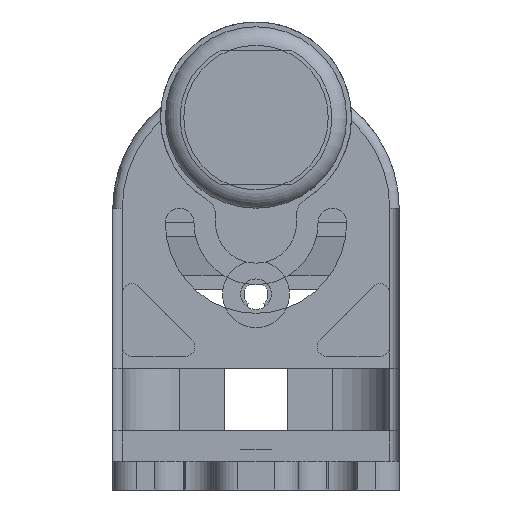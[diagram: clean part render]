
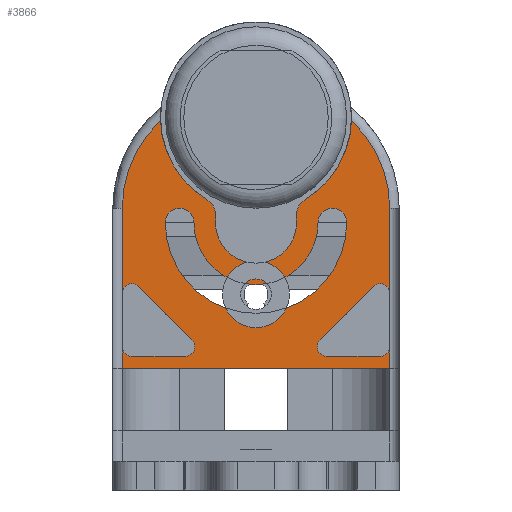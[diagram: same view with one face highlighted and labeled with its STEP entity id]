
A CAD part, front view. The second image highlights one B-rep face of the part: STEP entity #3866.
In plain terms, the highlighted planar face has unit normal (0, -1, 0).
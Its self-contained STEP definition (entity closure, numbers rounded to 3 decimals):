
#35=PLANE('',#4074);
#120=FACE_BOUND('',#1115,.T.);
#179=LINE('',#5780,#586);
#183=LINE('',#5792,#590);
#184=LINE('',#5796,#591);
#185=LINE('',#5800,#592);
#186=LINE('',#5803,#593);
#187=LINE('',#5805,#594);
#188=LINE('',#5809,#595);
#189=LINE('',#5813,#596);
#190=LINE('',#5816,#597);
#586=VECTOR('',#4551,28.);
#590=VECTOR('',#4561,8.91);
#591=VECTOR('',#4564,7.905);
#592=VECTOR('',#4567,5.59);
#593=VECTOR('',#4570,2.3);
#594=VECTOR('',#4571,2.3);
#595=VECTOR('',#4574,5.59);
#596=VECTOR('',#4577,7.905);
#597=VECTOR('',#4580,8.91);
#960=FACE_OUTER_BOUND('',#1114,.T.);
#1114=EDGE_LOOP('',(#2757,#2758,#2759,#2760,#2761,#2762,#2763,#2764,#2765,
#2766,#2767,#2768,#2769,#2770,#2771,#2772,#2773,#2774,#2775,#2776,#2777,
#2778));
#1115=EDGE_LOOP('',(#2779,#2780,#2781,#2782));
#1269=CIRCLE('',#4038,2.);
#1272=CIRCLE('',#4042,4.25);
#1273=CIRCLE('',#4044,2.);
#1275=CIRCLE('',#4047,10.);
#1277=CIRCLE('',#4049,10.);
#1288=CIRCLE('',#4067,12.5);
#1293=CIRCLE('',#4075,12.5);
#1294=CIRCLE('',#4076,1.);
#1295=CIRCLE('',#4077,1.);
#1296=CIRCLE('',#4078,1.);
#1297=CIRCLE('',#4079,1.);
#1298=CIRCLE('',#4080,1.);
#1299=CIRCLE('',#4081,1.);
#1300=CIRCLE('',#4082,1.5);
#1301=CIRCLE('',#4083,6.5);
#1302=CIRCLE('',#4084,1.5);
#1303=CIRCLE('',#4085,9.5);
#1508=VERTEX_POINT('',#5622);
#1509=VERTEX_POINT('',#5623);
#1513=VERTEX_POINT('',#5633);
#1514=VERTEX_POINT('',#5637);
#1516=VERTEX_POINT('',#5643);
#1521=VERTEX_POINT('',#5664);
#1549=VERTEX_POINT('',#5744);
#1562=VERTEX_POINT('',#5777);
#1563=VERTEX_POINT('',#5779);
#1567=VERTEX_POINT('',#5789);
#1568=VERTEX_POINT('',#5791);
#1569=VERTEX_POINT('',#5793);
#1570=VERTEX_POINT('',#5795);
#1571=VERTEX_POINT('',#5797);
#1572=VERTEX_POINT('',#5799);
#1573=VERTEX_POINT('',#5801);
#1574=VERTEX_POINT('',#5804);
#1575=VERTEX_POINT('',#5806);
#1576=VERTEX_POINT('',#5808);
#1577=VERTEX_POINT('',#5810);
#1578=VERTEX_POINT('',#5812);
#1579=VERTEX_POINT('',#5814);
#1580=VERTEX_POINT('',#5817);
#1581=VERTEX_POINT('',#5818);
#1582=VERTEX_POINT('',#5820);
#1583=VERTEX_POINT('',#5822);
#2009=EDGE_CURVE('',#1508,#1509,#1269,.T.);
#2015=EDGE_CURVE('',#1509,#1513,#1272,.T.);
#2016=EDGE_CURVE('',#1513,#1514,#1273,.T.);
#2019=EDGE_CURVE('',#1516,#1508,#1275,.T.);
#2025=EDGE_CURVE('',#1514,#1521,#1277,.T.);
#2058=EDGE_CURVE('',#1516,#1549,#1288,.T.);
#2077=EDGE_CURVE('',#1563,#1562,#179,.T.);
#2082=EDGE_CURVE('',#1567,#1521,#1293,.T.);
#2083=EDGE_CURVE('',#1568,#1567,#183,.T.);
#2084=EDGE_CURVE('',#1568,#1569,#1294,.T.);
#2085=EDGE_CURVE('',#1569,#1570,#184,.T.);
#2086=EDGE_CURVE('',#1570,#1571,#1295,.T.);
#2087=EDGE_CURVE('',#1571,#1572,#185,.T.);
#2088=EDGE_CURVE('',#1572,#1573,#1296,.T.);
#2089=EDGE_CURVE('',#1563,#1573,#186,.T.);
#2090=EDGE_CURVE('',#1574,#1562,#187,.T.);
#2091=EDGE_CURVE('',#1574,#1575,#1297,.T.);
#2092=EDGE_CURVE('',#1575,#1576,#188,.T.);
#2093=EDGE_CURVE('',#1576,#1577,#1298,.T.);
#2094=EDGE_CURVE('',#1577,#1578,#189,.T.);
#2095=EDGE_CURVE('',#1578,#1579,#1299,.T.);
#2096=EDGE_CURVE('',#1549,#1579,#190,.T.);
#2097=EDGE_CURVE('',#1580,#1581,#1300,.T.);
#2098=EDGE_CURVE('',#1581,#1582,#1301,.T.);
#2099=EDGE_CURVE('',#1582,#1583,#1302,.T.);
#2100=EDGE_CURVE('',#1583,#1580,#1303,.T.);
#2757=ORIENTED_EDGE('',*,*,#2009,.T.);
#2758=ORIENTED_EDGE('',*,*,#2015,.T.);
#2759=ORIENTED_EDGE('',*,*,#2016,.T.);
#2760=ORIENTED_EDGE('',*,*,#2025,.T.);
#2761=ORIENTED_EDGE('',*,*,#2082,.F.);
#2762=ORIENTED_EDGE('',*,*,#2083,.F.);
#2763=ORIENTED_EDGE('',*,*,#2084,.T.);
#2764=ORIENTED_EDGE('',*,*,#2085,.T.);
#2765=ORIENTED_EDGE('',*,*,#2086,.T.);
#2766=ORIENTED_EDGE('',*,*,#2087,.T.);
#2767=ORIENTED_EDGE('',*,*,#2088,.T.);
#2768=ORIENTED_EDGE('',*,*,#2089,.F.);
#2769=ORIENTED_EDGE('',*,*,#2077,.T.);
#2770=ORIENTED_EDGE('',*,*,#2090,.F.);
#2771=ORIENTED_EDGE('',*,*,#2091,.T.);
#2772=ORIENTED_EDGE('',*,*,#2092,.T.);
#2773=ORIENTED_EDGE('',*,*,#2093,.T.);
#2774=ORIENTED_EDGE('',*,*,#2094,.T.);
#2775=ORIENTED_EDGE('',*,*,#2095,.T.);
#2776=ORIENTED_EDGE('',*,*,#2096,.F.);
#2777=ORIENTED_EDGE('',*,*,#2058,.F.);
#2778=ORIENTED_EDGE('',*,*,#2019,.T.);
#2779=ORIENTED_EDGE('',*,*,#2097,.T.);
#2780=ORIENTED_EDGE('',*,*,#2098,.T.);
#2781=ORIENTED_EDGE('',*,*,#2099,.T.);
#2782=ORIENTED_EDGE('',*,*,#2100,.T.);
#3866=ADVANCED_FACE('',(#960,#120),#35,.T.);
#4038=AXIS2_PLACEMENT_3D('',#5624,#4438,#4439);
#4042=AXIS2_PLACEMENT_3D('',#5635,#4449,#4450);
#4044=AXIS2_PLACEMENT_3D('',#5638,#4453,#4454);
#4047=AXIS2_PLACEMENT_3D('',#5644,#4460,#4461);
#4049=AXIS2_PLACEMENT_3D('',#5677,#4466,#4467);
#4067=AXIS2_PLACEMENT_3D('',#5745,#4524,#4525);
#4074=AXIS2_PLACEMENT_3D('',#5788,#4557,#4558);
#4075=AXIS2_PLACEMENT_3D('',#5790,#4559,#4560);
#4076=AXIS2_PLACEMENT_3D('',#5794,#4562,#4563);
#4077=AXIS2_PLACEMENT_3D('',#5798,#4565,#4566);
#4078=AXIS2_PLACEMENT_3D('',#5802,#4568,#4569);
#4079=AXIS2_PLACEMENT_3D('',#5807,#4572,#4573);
#4080=AXIS2_PLACEMENT_3D('',#5811,#4575,#4576);
#4081=AXIS2_PLACEMENT_3D('',#5815,#4578,#4579);
#4082=AXIS2_PLACEMENT_3D('',#5819,#4581,#4582);
#4083=AXIS2_PLACEMENT_3D('',#5821,#4583,#4584);
#4084=AXIS2_PLACEMENT_3D('',#5823,#4585,#4586);
#4085=AXIS2_PLACEMENT_3D('',#5824,#4587,#4588);
#4438=DIRECTION('center_axis',(0.,-1.,0.));
#4439=DIRECTION('ref_axis',(-0.898,0.,0.439));
#4449=DIRECTION('center_axis',(0.,1.,0.));
#4450=DIRECTION('ref_axis',(-0.744,0.,0.668));
#4453=DIRECTION('center_axis',(0.,-1.,0.));
#4454=DIRECTION('ref_axis',(0.898,0.,0.439));
#4460=DIRECTION('center_axis',(0.,1.,0.));
#4461=DIRECTION('ref_axis',(-1.,0.,0.));
#4466=DIRECTION('center_axis',(0.,1.,0.));
#4467=DIRECTION('ref_axis',(-1.,0.,0.));
#4524=DIRECTION('center_axis',(0.,1.,0.));
#4525=DIRECTION('ref_axis',(0.902,0.,0.433));
#4551=DIRECTION('',(1.,0.,0.));
#4557=DIRECTION('center_axis',(0.,-1.,0.));
#4558=DIRECTION('ref_axis',(1.,0.,0.));
#4559=DIRECTION('center_axis',(0.,1.,0.));
#4560=DIRECTION('ref_axis',(-0.902,0.,0.433));
#4561=DIRECTION('',(0.,0.,1.));
#4562=DIRECTION('center_axis',(0.,1.,0.));
#4563=DIRECTION('ref_axis',(-0.707,0.,-0.707));
#4564=DIRECTION('',(0.707,0.,-0.707));
#4565=DIRECTION('center_axis',(0.,1.,0.));
#4566=DIRECTION('ref_axis',(0.,0.,1.));
#4567=DIRECTION('',(-1.,0.,0.));
#4568=DIRECTION('center_axis',(0.,1.,0.));
#4569=DIRECTION('ref_axis',(1.,0.,0.));
#4570=DIRECTION('',(0.,0.,1.));
#4571=DIRECTION('',(0.,0.,-1.));
#4572=DIRECTION('center_axis',(0.,1.,0.));
#4573=DIRECTION('ref_axis',(0.,0.,-1.));
#4574=DIRECTION('',(-1.,0.,0.));
#4575=DIRECTION('center_axis',(0.,1.,0.));
#4576=DIRECTION('ref_axis',(-0.707,0.,0.707));
#4577=DIRECTION('',(0.707,0.,0.707));
#4578=DIRECTION('center_axis',(0.,1.,0.));
#4579=DIRECTION('ref_axis',(1.,0.,0.));
#4580=DIRECTION('',(0.,0.,-1.));
#4581=DIRECTION('center_axis',(0.,1.,0.));
#4582=DIRECTION('ref_axis',(-1.,0.,0.));
#4583=DIRECTION('center_axis',(0.,-1.,0.));
#4584=DIRECTION('ref_axis',(-1.,0.,0.));
#4585=DIRECTION('center_axis',(0.,1.,0.));
#4586=DIRECTION('ref_axis',(-1.,0.,0.));
#4587=DIRECTION('center_axis',(0.,1.,0.));
#4588=DIRECTION('ref_axis',(1.,0.,0.));
#5622=CARTESIAN_POINT('',(5.173,-20.,30.442));
#5623=CARTESIAN_POINT('',(4.221,-20.,28.496));
#5624=CARTESIAN_POINT('Origin',(6.207,-20.,28.73));
#5633=CARTESIAN_POINT('',(-4.221,-20.,28.496));
#5635=CARTESIAN_POINT('Origin',(0.,-20.,28.));
#5637=CARTESIAN_POINT('',(-5.173,-20.,30.442));
#5638=CARTESIAN_POINT('Origin',(-6.207,-20.,28.73));
#5643=CARTESIAN_POINT('',(9.995,-20.,38.67));
#5644=CARTESIAN_POINT('Origin',(0.,-20.,39.));
#5664=CARTESIAN_POINT('',(-9.995,-20.,38.67));
#5677=CARTESIAN_POINT('Origin',(0.,-20.,39.));
#5744=CARTESIAN_POINT('',(14.,-20.,29.5));
#5745=CARTESIAN_POINT('Origin',(1.5,-20.,29.5));
#5777=CARTESIAN_POINT('',(14.,-20.,12.7));
#5779=CARTESIAN_POINT('',(-14.,-20.,12.7));
#5780=CARTESIAN_POINT('',(0.,-20.,12.7));
#5788=CARTESIAN_POINT('Origin',(0.,-20.,39.));
#5789=CARTESIAN_POINT('',(-14.,-20.,29.5));
#5790=CARTESIAN_POINT('Origin',(-1.5,-20.,29.5));
#5791=CARTESIAN_POINT('',(-14.,-20.,20.59));
#5792=CARTESIAN_POINT('',(-14.,-20.,34.25));
#5793=CARTESIAN_POINT('',(-12.293,-20.,21.297));
#5794=CARTESIAN_POINT('Origin',(-13.,-20.,20.59));
#5795=CARTESIAN_POINT('',(-6.703,-20.,15.707));
#5796=CARTESIAN_POINT('',(-13.645,-20.,22.65));
#5797=CARTESIAN_POINT('',(-7.41,-20.,14.));
#5798=CARTESIAN_POINT('Origin',(-7.41,-20.,15.));
#5799=CARTESIAN_POINT('',(-13.,-20.,14.));
#5800=CARTESIAN_POINT('',(-3.705,-20.,14.));
#5801=CARTESIAN_POINT('',(-14.,-20.,15.));
#5802=CARTESIAN_POINT('Origin',(-13.,-20.,15.));
#5803=CARTESIAN_POINT('',(-14.,-20.,34.25));
#5804=CARTESIAN_POINT('',(14.,-20.,15.));
#5805=CARTESIAN_POINT('',(14.,-20.,19.5));
#5806=CARTESIAN_POINT('',(13.,-20.,14.));
#5807=CARTESIAN_POINT('Origin',(13.,-20.,15.));
#5808=CARTESIAN_POINT('',(7.41,-20.,14.));
#5809=CARTESIAN_POINT('',(6.5,-20.,14.));
#5810=CARTESIAN_POINT('',(6.703,-20.,15.707));
#5811=CARTESIAN_POINT('Origin',(7.41,-20.,15.));
#5812=CARTESIAN_POINT('',(12.293,-20.,21.297));
#5813=CARTESIAN_POINT('',(10.85,-20.,19.855));
#5814=CARTESIAN_POINT('',(14.,-20.,20.59));
#5815=CARTESIAN_POINT('Origin',(13.,-20.,20.59));
#5816=CARTESIAN_POINT('',(14.,-20.,19.5));
#5817=CARTESIAN_POINT('',(-9.5,-20.,28.));
#5818=CARTESIAN_POINT('',(-6.5,-20.,28.));
#5819=CARTESIAN_POINT('Origin',(-8.,-20.,28.));
#5820=CARTESIAN_POINT('',(6.5,-20.,28.));
#5821=CARTESIAN_POINT('Origin',(0.,-20.,28.));
#5822=CARTESIAN_POINT('',(9.5,-20.,28.));
#5823=CARTESIAN_POINT('Origin',(8.,-20.,28.));
#5824=CARTESIAN_POINT('Origin',(0.,-20.,28.));
